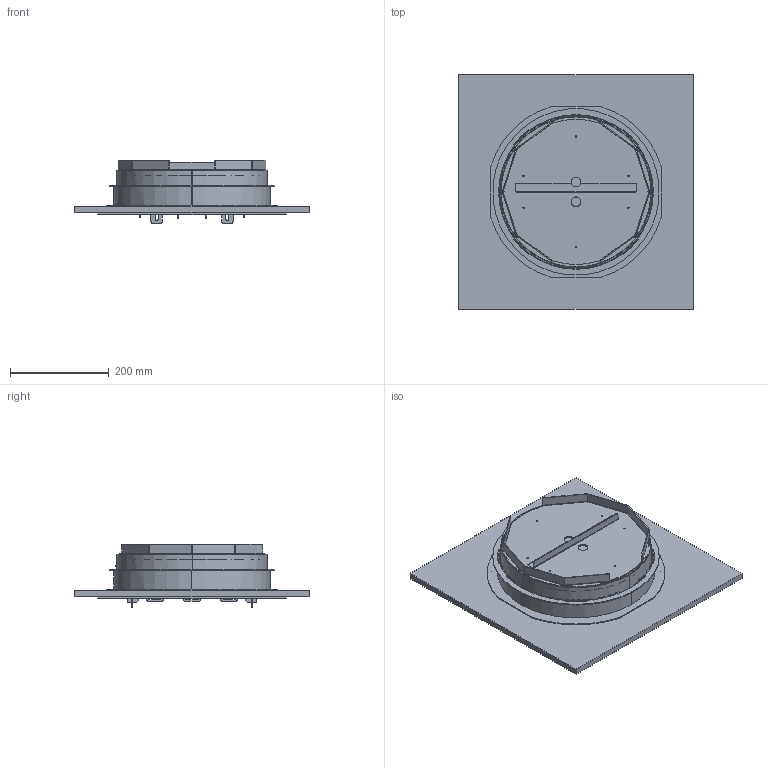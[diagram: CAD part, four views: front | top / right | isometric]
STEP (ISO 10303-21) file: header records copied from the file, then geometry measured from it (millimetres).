
FILE_DESCRIPTION (( 'STEP AP214' ), '1' );
FILE_NAME ('262447_R9_Blind.STEP', '2024-09-12T06:51:04', ( '' ), ( '' ), 'SwSTEP 2.0', 'SolidWorks 2022', '' );
FILE_SCHEMA (( 'AUTOMOTIVE_DESIGN' ));
Length unit declared in the file: millimetre
Products named in the file (28): 044260_Standard; 081802_Standard; 162052_Standard; 262447_R9_Blind; 162053_Standard; 162055_H=35 mm für Blind und Tubus; 162056_Standard; 053879_H=35 mm für Blind und Tubus; P_0000013481_1_Standard; 162035_Standard; 058788_H= 20 (Blind); 35104262_Standard; 253671_rund; 162078_Standard; 196872; 053880_Tubus und Blind ohne Nieten (entkoppelbar) ; 020283_DIN 6798-A6,4; 251758_Standard; Terrazzo_RundeKassette_Ring_Blind; P_0000002621_1_Standard; 081800_Standard; 162033_H=35 mm für Blind und Tubus; P_39411020_1_Standard; P_0000013741_1; 057100_39413135 Blind  (RKR 9); 162032_Standard; 081801_Standard; 053773_Standard
Assembly tree (44 placements, depth 4):
  262447_R9_Blind
    162056_Standard
      162055_H=35 mm für Blind und Tubus
      162053_Standard
        162052_Standard
        P_0000013741_1  x6
      196872
    162035_Standard
      162033_H=35 mm für Blind und Tubus
      162032_Standard
    162078_Standard  x2
    053880_Tubus und Blind ohne Nieten (entkoppelbar) 
      053773_Standard
      053879_H=35 mm für Blind und Tubus
      35104262_Standard
    P_0000013481_1_Standard  x6
    P_0000002621_1_Standard  x4
    081802_Standard
      081800_Standard
      081801_Standard
    020283_DIN 6798-A6,4  x4
    253671_rund
    251758_Standard
    058788_H= 20 (Blind)
      057100_39413135 Blind  (RKR 9)
      P_39411020_1_Standard
      044260_Standard
      Terrazzo_RundeKassette_Ring_Blind
Bounding box: 475 x 475 x 128 mm (x, y, z)
Volume: 3420142.3 mm3; surface area: 1642146.2 mm2
Topology: 38 solids, 38 shells, 3660 faces, 10061 edges, 6352 vertices
Faces by surface type: plane 1905, cylinder 1136, bspline 449, cone 112, torus 58
Entity records: 104077 total; most frequent: CARTESIAN_POINT 24604, ORIENTED_EDGE 16602, DIRECTION 15047, EDGE_CURVE 8301, VERTEX_POINT 5358, AXIS2_PLACEMENT_3D 5250, LINE 4547, VECTOR 4547
